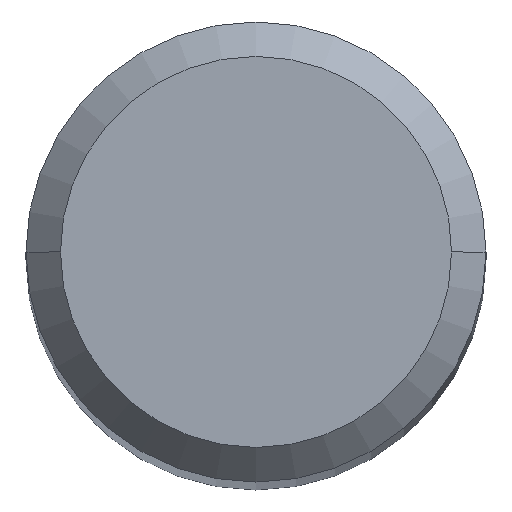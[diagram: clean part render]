
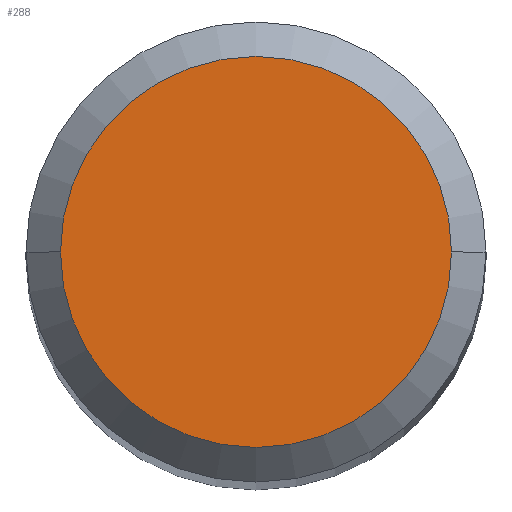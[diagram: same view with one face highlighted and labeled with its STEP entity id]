
A CAD part, top view. The second image highlights one B-rep face of the part: STEP entity #288.
In plain terms, the highlighted planar face has unit normal (0, 0, 1).
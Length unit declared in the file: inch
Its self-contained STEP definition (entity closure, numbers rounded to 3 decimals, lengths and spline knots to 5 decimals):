
#27 = DIRECTION ( 'NONE',  ( 0., 0., 1. ) ) ;
#30 = FACE_OUTER_BOUND ( 'NONE', #371, .T. ) ;
#41 = CIRCLE ( 'NONE', #229, 0.05312 ) ;
#73 = PLANE ( 'NONE',  #386 ) ;
#104 = CARTESIAN_POINT ( 'NONE',  ( 0.05312, 0., 0. ) ) ;
#135 = ORIENTED_EDGE ( 'NONE', *, *, #374, .T. ) ;
#148 = CIRCLE ( 'NONE', #434, 0.05312 ) ;
#223 = CARTESIAN_POINT ( 'NONE',  ( 0., 0., 0. ) ) ;
#225 = CARTESIAN_POINT ( 'NONE',  ( 0., 0., 0. ) ) ;
#229 = AXIS2_PLACEMENT_3D ( 'NONE', #443, #408, #373 ) ;
#253 = ORIENTED_EDGE ( 'NONE', *, *, #463, .T. ) ;
#255 = CARTESIAN_POINT ( 'NONE',  ( -0.05312, 0., 0. ) ) ;
#286 = VERTEX_POINT ( 'NONE', #255 ) ;
#288 = ADVANCED_FACE ( 'NONE', ( #30 ), #73, .F. ) ;
#306 = VERTEX_POINT ( 'NONE', #104 ) ;
#326 = DIRECTION ( 'NONE',  ( 0., 0., -1. ) ) ;
#336 = DIRECTION ( 'NONE',  ( 1., 0., 0. ) ) ;
#371 = EDGE_LOOP ( 'NONE', ( #253, #135 ) ) ;
#373 = DIRECTION ( 'NONE',  ( 1., 0., 0. ) ) ;
#374 = EDGE_CURVE ( 'NONE', #306, #286, #148, .T. ) ;
#386 = AXIS2_PLACEMENT_3D ( 'NONE', #223, #326, #482 ) ;
#408 = DIRECTION ( 'NONE',  ( 0., 0., 1. ) ) ;
#434 = AXIS2_PLACEMENT_3D ( 'NONE', #225, #27, #336 ) ;
#443 = CARTESIAN_POINT ( 'NONE',  ( 0., 0., 0. ) ) ;
#463 = EDGE_CURVE ( 'NONE', #286, #306, #41, .T. ) ;
#482 = DIRECTION ( 'NONE',  ( -1., 0., 0. ) ) ;
